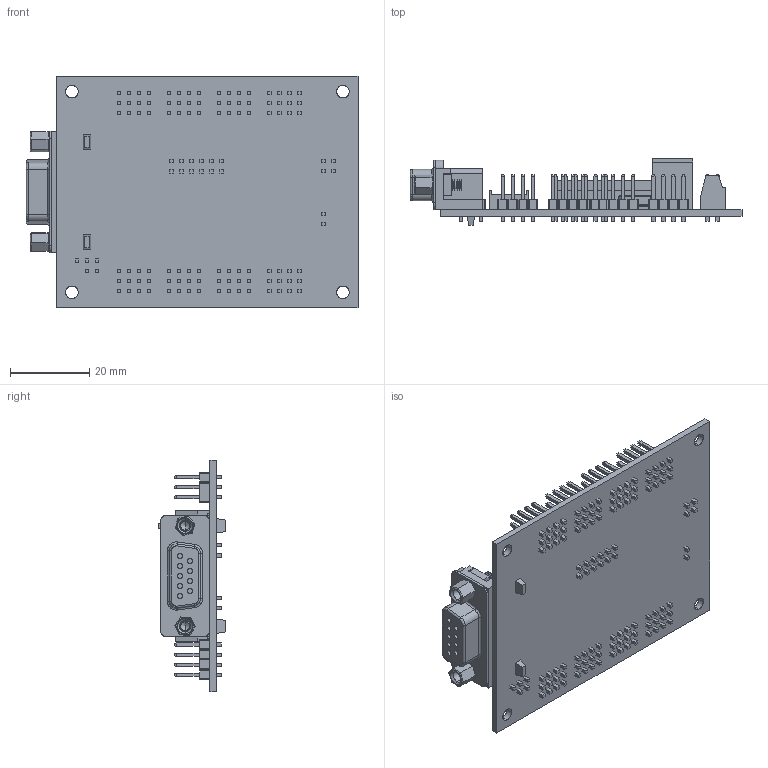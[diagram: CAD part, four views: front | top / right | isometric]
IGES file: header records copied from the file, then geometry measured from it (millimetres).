
Start section: SolidWorks IGES file using analytic representation for surfaces
Global section: file name: SSC-32.IGS; native system: SolidWorks 2005 by SolidWorks Corporation; preprocessor: SolidWorks 2005 by SolidWorks Corporation; author: Administrator; date: 060913.223856; units: inch
Bounding box: 84 x 16.87 x 58.47 mm (x, y, z)
Surface area: 25781.3 mm2 (no closed solid volume)
Topology: 0 solids, 0 shells, 3057 faces, 23031 edges, 30042 vertices
Faces by surface type: bspline 2891, revolution 166
